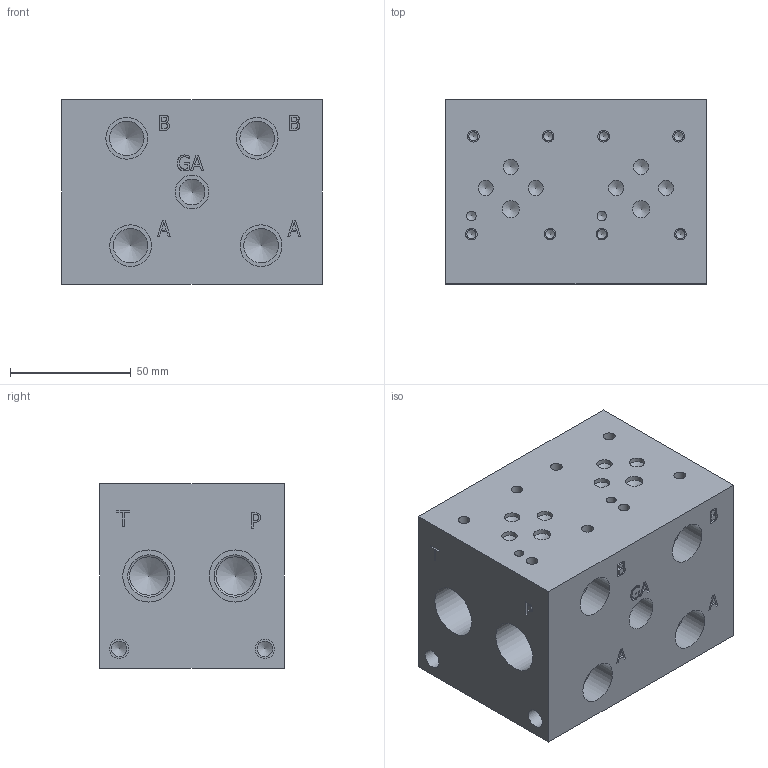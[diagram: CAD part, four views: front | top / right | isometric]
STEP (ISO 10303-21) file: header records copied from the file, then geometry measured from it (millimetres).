
FILE_DESCRIPTION(/* description */ (''),/* implementation_level */ '2;1');
FILE_NAME(/* name */ '_D03S022P_S.stp',/* time_stamp */ '2020-04-15T09:06:00-04:00',/* author */ ('alexanderw'),/* organization */ (''),/* preprocessor_version */ 'ST-DEVELOPER v17',/* originating_system */ 'Autodesk Inventor 2019',/* authorisation */ '');
FILE_SCHEMA (('AUTOMOTIVE_DESIGN { 1 0 10303 214 3 1 1 }'));
Length unit declared in the file: millimetre
Products named in the file (1): Part_AD03S022P~S_3D
Bounding box: 107.95 x 76.2 x 76.2 mm (x, y, z)
Volume: 555262.4 mm3; surface area: 63147.8 mm2
Topology: 1 solids, 1 shells, 634 faces, 1741 edges, 1179 vertices
Faces by surface type: plane 355, bspline 179, cylinder 62, cone 38
Full cylindrical faces by diameter (mm): 3.785 x8, 3.962 x2, 4.826 x8, 6.35 x6, 6.528 x4, 7.137 x2, 7.925 x4, 10.719 x1, 13.487 x1, 13.868 x1, 14.3 x4, 15.875 x4, 17.297 x4, 17.45 x1, 17.475 x4, 18.542 x1, 19.99 x1, 20.625 x1, 21.59 x4, 21.819 x1
Entity records: 21430 total; most frequent: CARTESIAN_POINT 5850, ORIENTED_EDGE 3418, DIRECTION 2486, EDGE_CURVE 1709, VERTEX_POINT 1179, LINE 1128, VECTOR 1128, EDGE_LOOP 736
